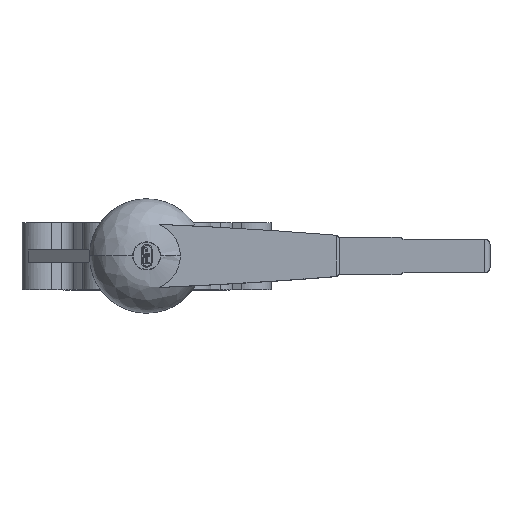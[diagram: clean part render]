
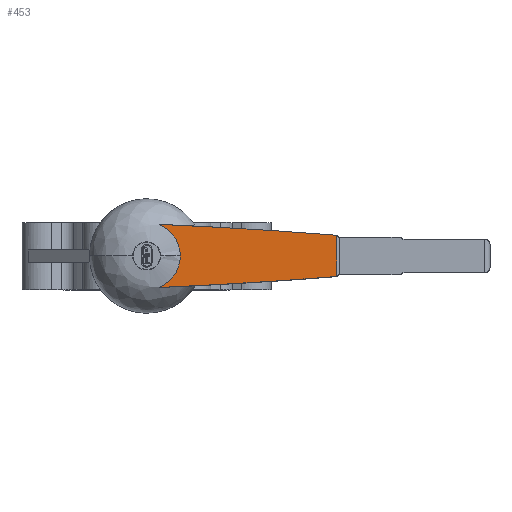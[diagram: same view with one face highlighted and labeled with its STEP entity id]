
A CAD part, top view. The second image highlights one B-rep face of the part: STEP entity #453.
In plain terms, the highlighted planar face has unit normal (0, 0, 1).
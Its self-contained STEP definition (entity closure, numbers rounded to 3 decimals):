
#453=ADVANCED_FACE('',(#1189),#1190,.T.);
#1189=FACE_OUTER_BOUND('',#2320,.T.);
#1190=PLANE('',#2321);
#2320=EDGE_LOOP('',(#3559,#3560,#3561,#3562,#3563,#3564,#3565,#3566,#3567));
#2321=AXIS2_PLACEMENT_3D('',#3568,#3569,#3570);
#3559=ORIENTED_EDGE('',*,*,#6510,.F.);
#3560=ORIENTED_EDGE('',*,*,#6513,.F.);
#3561=ORIENTED_EDGE('',*,*,#6518,.T.);
#3562=ORIENTED_EDGE('',*,*,#6564,.T.);
#3563=ORIENTED_EDGE('',*,*,#6597,.F.);
#3564=ORIENTED_EDGE('',*,*,#6548,.T.);
#3565=ORIENTED_EDGE('',*,*,#6538,.T.);
#3566=ORIENTED_EDGE('',*,*,#6523,.T.);
#3567=ORIENTED_EDGE('',*,*,#6489,.F.);
#3568=CARTESIAN_POINT('',(11.793,33.0,53.5));
#3569=DIRECTION('',(0.0,0.0,1.0));
#3570=DIRECTION('',(1.0,-0.0,0.0));
#6489=EDGE_CURVE('',#7767,#7770,#7771,.T.);
#6510=EDGE_CURVE('',#7802,#7767,#7804,.T.);
#6513=EDGE_CURVE('',#7806,#7802,#7808,.T.);
#6518=EDGE_CURVE('',#7806,#7814,#7816,.T.);
#6523=EDGE_CURVE('',#7822,#7770,#7823,.T.);
#6538=EDGE_CURVE('',#7847,#7822,#7848,.T.);
#6548=EDGE_CURVE('',#7863,#7847,#7864,.T.);
#6564=EDGE_CURVE('',#7814,#7886,#7888,.T.);
#6597=EDGE_CURVE('',#7863,#7886,#7937,.T.);
#7767=VERTEX_POINT('',#9667);
#7770=VERTEX_POINT('',#9679);
#7771=CIRCLE('',#9680,32.295);
#7802=VERTEX_POINT('',#9747);
#7804=CIRCLE('',#9752,32.295);
#7806=VERTEX_POINT('',#9754);
#7808=LINE('',#9757,#9758);
#7814=VERTEX_POINT('',#9771);
#7816=CIRCLE('',#9774,4640.612);
#7822=VERTEX_POINT('',#9781);
#7823=LINE('',#9782,#9783);
#7847=VERTEX_POINT('',#9824);
#7848=CIRCLE('',#9825,4640.612);
#7863=VERTEX_POINT('',#9872);
#7864=CIRCLE('',#9873,5.0);
#7886=VERTEX_POINT('',#9920);
#7888=CIRCLE('',#9927,5.0);
#7937=LINE('',#10021,#10022);
#9667=CARTESIAN_POINT('',(32.295,0.,53.5));
#9679=CARTESIAN_POINT('',(11.941,30.006,53.5));
#9680=AXIS2_PLACEMENT_3D('',#12526,#12527,#12528);
#9747=CARTESIAN_POINT('',(11.941,-30.006,53.5));
#9752=AXIS2_PLACEMENT_3D('',#12557,#12558,#12559);
#9754=CARTESIAN_POINT('',(19.094,-30.006,53.5));
#9757=CARTESIAN_POINT('',(19.094,-30.006,53.5));
#9758=VECTOR('',#12561,7.153);
#9771=CARTESIAN_POINT('',(180.535,-20.,53.5));
#9774=AXIS2_PLACEMENT_3D('',#12566,#12567,#12568);
#9781=CARTESIAN_POINT('',(19.094,30.006,53.5));
#9782=CARTESIAN_POINT('',(19.094,30.006,53.5));
#9783=VECTOR('',#12573,7.153);
#9824=CARTESIAN_POINT('',(180.535,20.,53.5));
#9825=AXIS2_PLACEMENT_3D('',#12591,#12592,#12593);
#9872=CARTESIAN_POINT('',(182.535,19.583,53.5));
#9873=AXIS2_PLACEMENT_3D('',#12599,#12600,#12601);
#9920=CARTESIAN_POINT('',(182.535,-19.583,53.5));
#9927=AXIS2_PLACEMENT_3D('',#12618,#12619,#12620);
#10021=CARTESIAN_POINT('',(182.535,19.583,53.5));
#10022=VECTOR('',#12658,39.165);
#12526=CARTESIAN_POINT('',(0.0,0.0,53.5));
#12527=DIRECTION('',(0.0,0.0,1.0));
#12528=DIRECTION('',(-1.0,0.0,0.0));
#12557=CARTESIAN_POINT('',(0.0,0.0,53.5));
#12558=DIRECTION('',(0.0,0.0,1.0));
#12559=DIRECTION('',(-1.0,0.0,0.0));
#12561=DIRECTION('',(-1.0,0.0,0.0));
#12566=CARTESIAN_POINT('',(-187.215,4606.017,53.5));
#12567=DIRECTION('',(0.0,0.0,1.0));
#12568=DIRECTION('',(1.0,0.0,0.0));
#12573=DIRECTION('',(-1.0,0.0,0.0));
#12591=CARTESIAN_POINT('',(-187.215,-4606.017,53.5));
#12592=DIRECTION('',(0.0,0.0,1.0));
#12593=DIRECTION('',(1.0,0.0,0.0));
#12599=CARTESIAN_POINT('',(180.535,15.0,53.5));
#12600=DIRECTION('',(0.0,0.0,1.0));
#12601=DIRECTION('',(1.0,0.0,0.0));
#12618=CARTESIAN_POINT('',(180.535,-15.0,53.5));
#12619=DIRECTION('',(0.0,0.0,1.0));
#12620=DIRECTION('',(1.0,0.0,0.0));
#12658=DIRECTION('',(0.0,-1.0,0.0));
